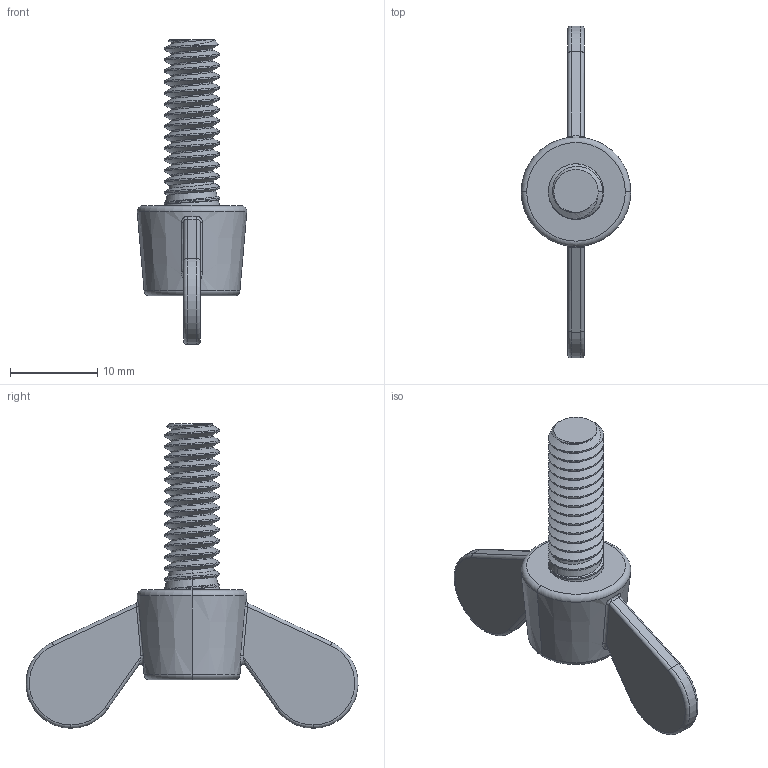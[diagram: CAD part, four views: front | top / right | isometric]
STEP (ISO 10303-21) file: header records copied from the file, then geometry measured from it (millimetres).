
FILE_DESCRIPTION (( 'STEP AP214' ), '1' );
FILE_NAME ('Wing Screw (92625A112).step', '2023-01-06T00:25:45', ( '' ), ( '' ), 'SwSTEP 2.0', 'SolidWorks 2019', '' );
FILE_SCHEMA (( 'AUTOMOTIVE_DESIGN' ));
Length unit declared in the file: inch
Products named in the file (1): Wing Screw (92625A112)
Bounding box: 12.58 x 38.09 x 34.92 mm (x, y, z)
Volume: 2060.1 mm3; surface area: 1706.1 mm2
Topology: 1 solids, 1 shells, 94 faces, 237 edges, 148 vertices
Faces by surface type: cylinder 40, bspline 19, cone 12, torus 12, plane 11
Entity records: 5786 total; most frequent: CARTESIAN_POINT 3811, ORIENTED_EDGE 474, DIRECTION 339, EDGE_CURVE 237, VERTEX_POINT 148, AXIS2_PLACEMENT_3D 140, EDGE_LOOP 97, FACE_OUTER_BOUND 94
